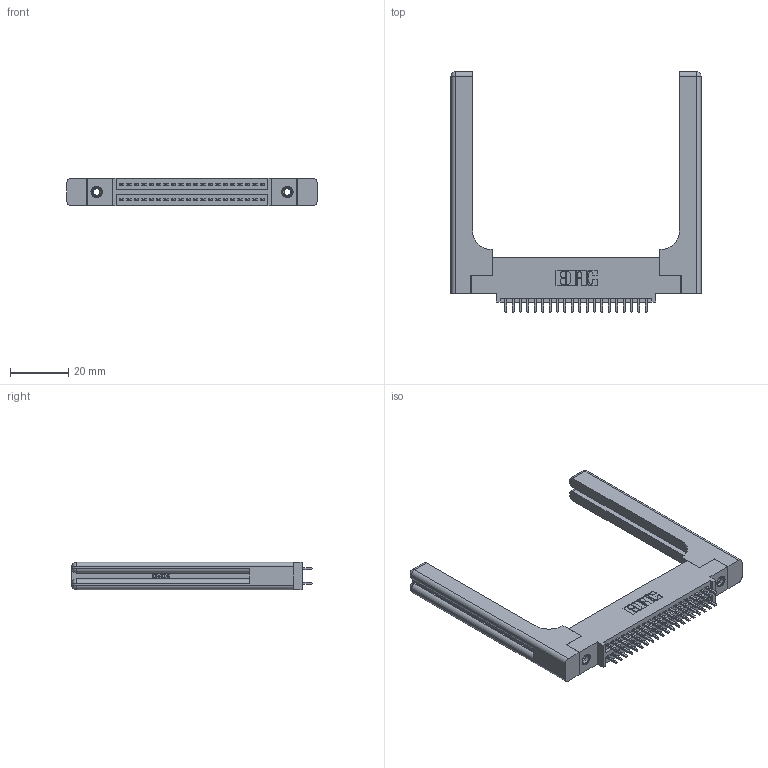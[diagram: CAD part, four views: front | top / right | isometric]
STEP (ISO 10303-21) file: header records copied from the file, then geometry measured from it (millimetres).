
FILE_DESCRIPTION (( 'STEP AP203' ), '1' );
FILE_NAME ('345-040-521-558.STEP', '2019-10-28T16:54:22', ( '' ), ( '' ), 'SwSTEP 2.0', 'SolidWorks 2016', '' );
FILE_SCHEMA (( 'CONFIG_CONTROL_DESIGN' ));
Length unit declared in the file: inch
Products named in the file (5): 345-040-521-558; 345-292-001_345-293-121; 345-250-001_345-250-001-102; 345 Part_0.110 Offset - 0.156 Dia-TH; 345-220-058_345-220-058
Assembly tree (45 placements, depth 2):
  345-040-521-558
    345 Part_0.110 Offset - 0.156 Dia-TH
    345-292-001_345-293-121  x40
    345-250-001_345-250-001-102  x2
    345-220-058_345-220-058  x2
Bounding box: 85.83 x 82.47 x 9.4 mm (x, y, z)
Volume: 16518.5 mm3; surface area: 16508.8 mm2
Topology: 45 solids, 45 shells, 2386 faces, 6979 edges, 4578 vertices
Faces by surface type: plane 1552, cylinder 774, bspline 36, cone 12, sphere 8, torus 4
Entity records: 23986 total; most frequent: CARTESIAN_POINT 5037, ORIENTED_EDGE 3768, DIRECTION 3400, EDGE_CURVE 1884, VECTOR 1580, LINE 1580, VERTEX_POINT 1246, AXIS2_PLACEMENT_3D 910
